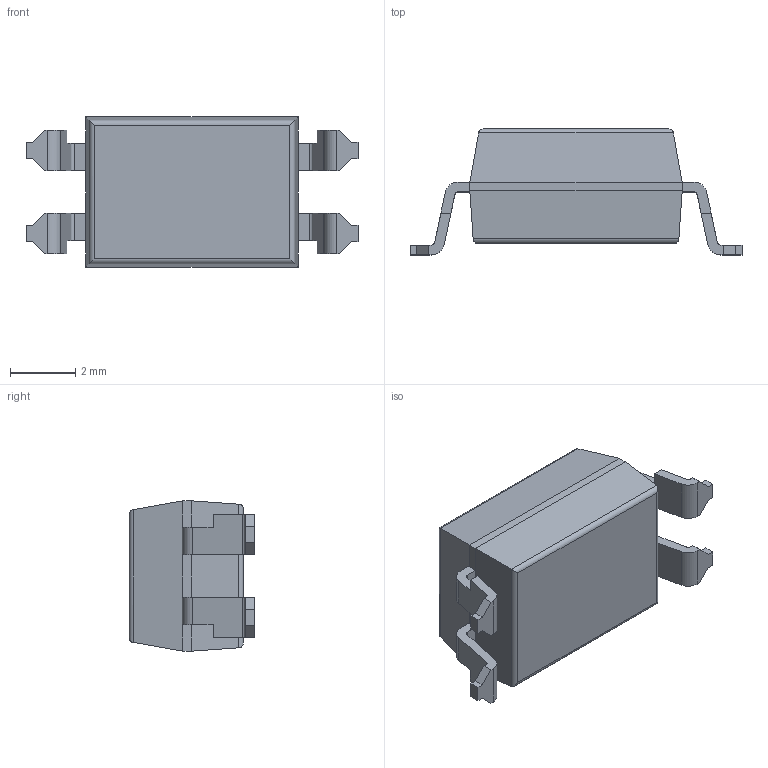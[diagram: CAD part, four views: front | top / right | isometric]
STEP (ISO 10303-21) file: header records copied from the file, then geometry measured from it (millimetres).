
FILE_DESCRIPTION(/* description */ ('STEP AP203'),/* implementation_level */ '2;1');
FILE_NAME(/* name */ 'SMD-4.stp',/* time_stamp */ '2018-10-11T15:06:13+02:00',/* author */ ('mmangarudov'),/* organization */ (''),/* preprocessor_version */ 'ST-DEVELOPER v16.1',/* originating_system */ 'Autodesk Inventor 2016',/* authorisation */ '');
FILE_SCHEMA (('AUTOMOTIVE_DESIGN { 1 0 10303 214 3 1 1 }'));
Length unit declared in the file: millimetre
Products named in the file (1): LTV-817S
Bounding box: 10.16 x 3.85 x 4.6 mm (x, y, z)
Volume: 101.3 mm3; surface area: 159.6 mm2
Topology: 1 solids, 1 shells, 104 faces, 287 edges, 186 vertices
Faces by surface type: plane 79, cylinder 25
Full cylindrical faces by diameter (mm): 0.8 x1
Entity records: 3319 total; most frequent: CARTESIAN_POINT 577, ORIENTED_EDGE 572, DIRECTION 538, EDGE_CURVE 286, LINE 244, VECTOR 244, VERTEX_POINT 186, AXIS2_PLACEMENT_3D 147
